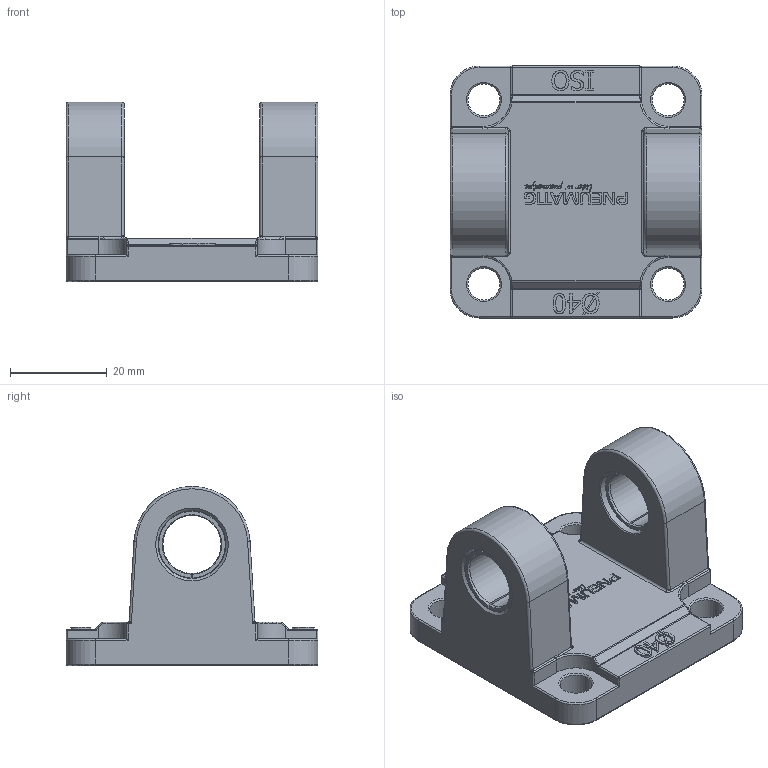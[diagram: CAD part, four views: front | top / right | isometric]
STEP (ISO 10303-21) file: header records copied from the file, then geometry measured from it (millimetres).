
FILE_DESCRIPTION(/* description */ (''),/* implementation_level */ '2;1');
FILE_NAME(/* name */ 'C-SF-40.stp',/* time_stamp */ '2015-11-16T10:34:46+01:00',/* author */ (''),/* organization */ (''),/* preprocessor_version */ 'ST-DEVELOPER v15.2',/* originating_system */ 'Autodesk Translator Framework v2.0.0.5431',/* authorisation */ '');
FILE_SCHEMA (('AUTOMOTIVE_DESIGN { 1 0 10303 214 3 1 1 }'));
Length unit declared in the file: centimetre
Products named in the file (1): (Unsaved)
Bounding box: 52 x 52 x 37 mm (x, y, z)
Volume: 28055.8 mm3; surface area: 11853.7 mm2
Topology: 1 solids, 1 shells, 1106 faces, 3011 edges, 1940 vertices
Faces by surface type: bspline 723, plane 251, cylinder 79, cone 21, torus 20, sphere 12
Full cylindrical faces by diameter (mm): 6.6 x4, 14 x2, 35 x1
Entity records: 41278 total; most frequent: CARTESIAN_POINT 18364, ORIENTED_EDGE 5998, EDGE_CURVE 2979, DIRECTION 2519, VERTEX_POINT 1934, B_SPLINE_CURVE_WITH_KNOTS 1447, LINE 1313, VECTOR 1313
